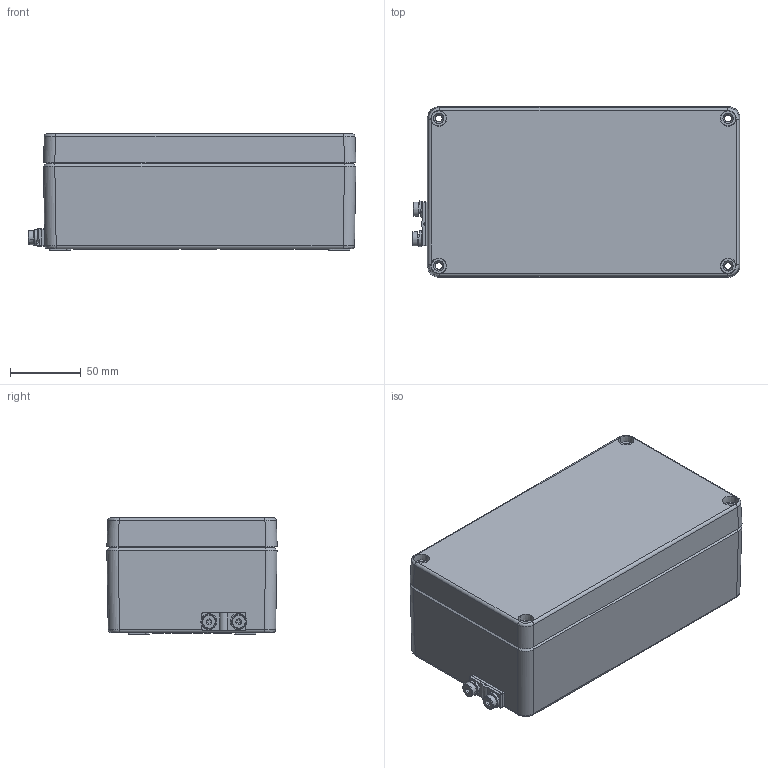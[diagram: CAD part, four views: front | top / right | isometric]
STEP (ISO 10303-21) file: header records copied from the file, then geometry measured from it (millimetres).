
FILE_DESCRIPTION(('FreeCAD Model'),'2;1');
FILE_NAME('GBAEX022012081.step', '2026-03-27T11:50:51',('Author'),(''), 'Open CASCADE STEP processor 7.3','FreeCAD','Unknown');
FILE_SCHEMA(('AUTOMOTIVE_DESIGN { 1 0 10303 214 1 1 1 1 }'));
Length unit declared in the file: millimetre
Products named in the file (4): GBAEX022012081; ALU_BASE_22012081; ALU_LID_22012081; M6_DOUBLE_EARTHING
Assembly tree (3 placements, depth 2):
  GBAEX022012081
    ALU_BASE_22012081
    ALU_LID_22012081
    M6_DOUBLE_EARTHING
Bounding box: 231.13 x 120.14 x 82 mm (x, y, z)
Volume: 506186 mm3; surface area: 224890.7 mm2
Topology: 9 solids, 9 shells, 1801 faces, 5308 edges, 4992 vertices
Faces by surface type: plane 1293, cylinder 266, bspline 178, cone 64
Entity records: 75789 total; most frequent: CARTESIAN_POINT 28253, ORIENTED_EDGE 9648, DIRECTION 8618, EDGE_CURVE 4824, LINE 4112, VECTOR 4112, VERTEX_POINT 3152, AXIS2_PLACEMENT_3D 2253
